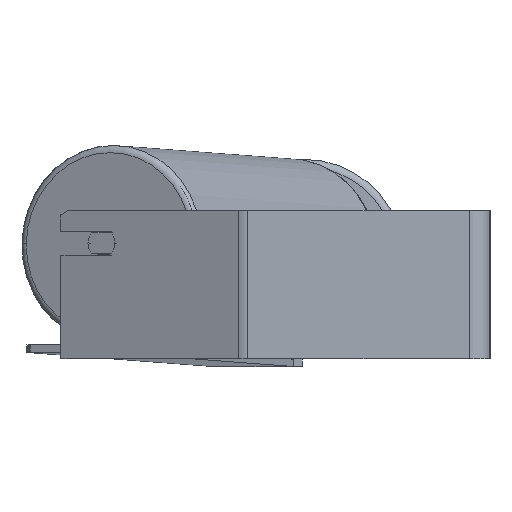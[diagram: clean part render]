
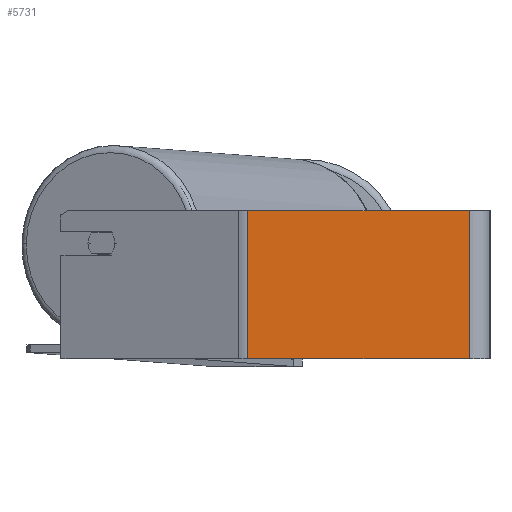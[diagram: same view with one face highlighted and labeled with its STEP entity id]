
A CAD part, left-side view. The second image highlights one B-rep face of the part: STEP entity #5731.
In plain terms, the highlighted planar face has unit normal (-1, 0, 0).
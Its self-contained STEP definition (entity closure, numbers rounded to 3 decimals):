
#130 = LINE ( 'NONE', #2133, #791 ) ;
#165 = VERTEX_POINT ( 'NONE', #2024 ) ;
#234 = LINE ( 'NONE', #3759, #5706 ) ;
#376 = ORIENTED_EDGE ( 'NONE', *, *, #2762, .F. ) ;
#648 = DIRECTION ( 'NONE',  ( 0., 0., -1. ) ) ;
#791 = VECTOR ( 'NONE', #8477, 1000. ) ;
#952 = CARTESIAN_POINT ( 'NONE',  ( -500., 166.464, -50. ) ) ;
#1220 = DIRECTION ( 'NONE',  ( 0., -1., 0. ) ) ;
#1566 = CARTESIAN_POINT ( 'NONE',  ( -500., 14., -50. ) ) ;
#1725 = DIRECTION ( 'NONE',  ( 0., 0., -1. ) ) ;
#2024 = CARTESIAN_POINT ( 'NONE',  ( -500., 163.361, -50. ) ) ;
#2133 = CARTESIAN_POINT ( 'NONE',  ( -500., 166.464, 50. ) ) ;
#2477 = DIRECTION ( 'NONE',  ( 0., 0., -1. ) ) ;
#2762 = EDGE_CURVE ( 'NONE', #7216, #7803, #234, .T. ) ;
#3067 = LINE ( 'NONE', #952, #8940 ) ;
#3468 = VERTEX_POINT ( 'NONE', #7151 ) ;
#3613 = EDGE_CURVE ( 'NONE', #3468, #165, #6656, .T. ) ;
#3759 = CARTESIAN_POINT ( 'NONE',  ( -500., 14., 50. ) ) ;
#3792 = ORIENTED_EDGE ( 'NONE', *, *, #3613, .T. ) ;
#4785 = EDGE_CURVE ( 'NONE', #165, #7803, #3067, .T. ) ;
#4811 = PLANE ( 'NONE',  #7639 ) ;
#4850 = VECTOR ( 'NONE', #2477, 1000. ) ;
#5537 = CARTESIAN_POINT ( 'NONE',  ( -500., 166.464, 50. ) ) ;
#5706 = VECTOR ( 'NONE', #1725, 1000. ) ;
#5731 = ADVANCED_FACE ( 'NONE', ( #6872 ), #4811, .F. ) ;
#5895 = ORIENTED_EDGE ( 'NONE', *, *, #7386, .F. ) ;
#6050 = CARTESIAN_POINT ( 'NONE',  ( -500., 14., 50. ) ) ;
#6557 = CARTESIAN_POINT ( 'NONE',  ( -500., 163.361, 50. ) ) ;
#6656 = LINE ( 'NONE', #6557, #4850 ) ;
#6872 = FACE_OUTER_BOUND ( 'NONE', #7331, .T. ) ;
#7151 = CARTESIAN_POINT ( 'NONE',  ( -500., 163.361, 50. ) ) ;
#7216 = VERTEX_POINT ( 'NONE', #6050 ) ;
#7331 = EDGE_LOOP ( 'NONE', ( #8609, #376, #5895, #3792 ) ) ;
#7386 = EDGE_CURVE ( 'NONE', #3468, #7216, #130, .T. ) ;
#7639 = AXIS2_PLACEMENT_3D ( 'NONE', #5537, #8889, #648 ) ;
#7803 = VERTEX_POINT ( 'NONE', #1566 ) ;
#8477 = DIRECTION ( 'NONE',  ( 0., -1., 0. ) ) ;
#8609 = ORIENTED_EDGE ( 'NONE', *, *, #4785, .T. ) ;
#8889 = DIRECTION ( 'NONE',  ( 1., 0., 0. ) ) ;
#8940 = VECTOR ( 'NONE', #1220, 1000. ) ;
